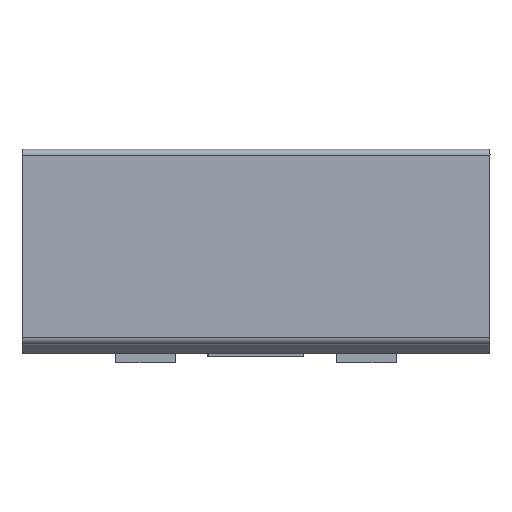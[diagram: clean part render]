
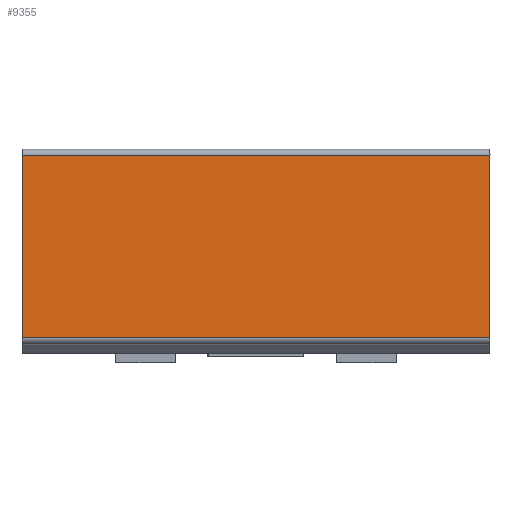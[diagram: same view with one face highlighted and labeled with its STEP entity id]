
A CAD part, left-side view. The second image highlights one B-rep face of the part: STEP entity #9355.
In plain terms, the highlighted planar face has unit normal (-1, 0, 0).
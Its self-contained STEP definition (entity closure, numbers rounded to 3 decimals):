
#289=PLANE('',#10013);
#1068=FACE_OUTER_BOUND('',#1615,.T.);
#1615=EDGE_LOOP('',(#6732,#6733,#6734,#6735));
#2235=LINE('',#14778,#3179);
#2282=LINE('',#14947,#3226);
#2293=LINE('',#14965,#3237);
#2295=LINE('',#14969,#3239);
#3179=VECTOR('',#10545,1.);
#3226=VECTOR('',#10668,1.);
#3237=VECTOR('',#10693,1.);
#3239=VECTOR('',#10699,1.);
#4183=VERTEX_POINT('',#14775);
#4184=VERTEX_POINT('',#14777);
#4267=VERTEX_POINT('',#14944);
#4268=VERTEX_POINT('',#14946);
#5167=EDGE_CURVE('',#4183,#4184,#2235,.T.);
#5251=EDGE_CURVE('',#4268,#4267,#2282,.T.);
#5263=EDGE_CURVE('',#4268,#4183,#2293,.T.);
#5265=EDGE_CURVE('',#4184,#4267,#2295,.T.);
#6732=ORIENTED_EDGE('',*,*,#5265,.F.);
#6733=ORIENTED_EDGE('',*,*,#5167,.F.);
#6734=ORIENTED_EDGE('',*,*,#5263,.F.);
#6735=ORIENTED_EDGE('',*,*,#5251,.T.);
#9355=ADVANCED_FACE('',(#1068),#289,.F.);
#10013=AXIS2_PLACEMENT_3D('',#14968,#10697,#10698);
#10545=DIRECTION('',(0.,-1.,0.));
#10668=DIRECTION('',(0.,-1.,0.));
#10693=DIRECTION('',(0.,0.,1.));
#10697=DIRECTION('center_axis',(1.,0.,0.));
#10698=DIRECTION('ref_axis',(0.,1.,0.));
#10699=DIRECTION('',(0.,0.,-1.));
#14775=CARTESIAN_POINT('',(-17.996,34.61,39.));
#14777=CARTESIAN_POINT('',(-17.996,4.267,39.));
#14778=CARTESIAN_POINT('',(-17.996,0.,39.));
#14944=CARTESIAN_POINT('',(-17.996,4.267,-39.));
#14946=CARTESIAN_POINT('',(-17.996,34.61,-39.));
#14947=CARTESIAN_POINT('',(-17.996,0.,-39.));
#14965=CARTESIAN_POINT('',(-17.996,34.61,-67.659));
#14968=CARTESIAN_POINT('Origin',(-17.996,7.01,39.));
#14969=CARTESIAN_POINT('',(-17.996,4.267,39.));
